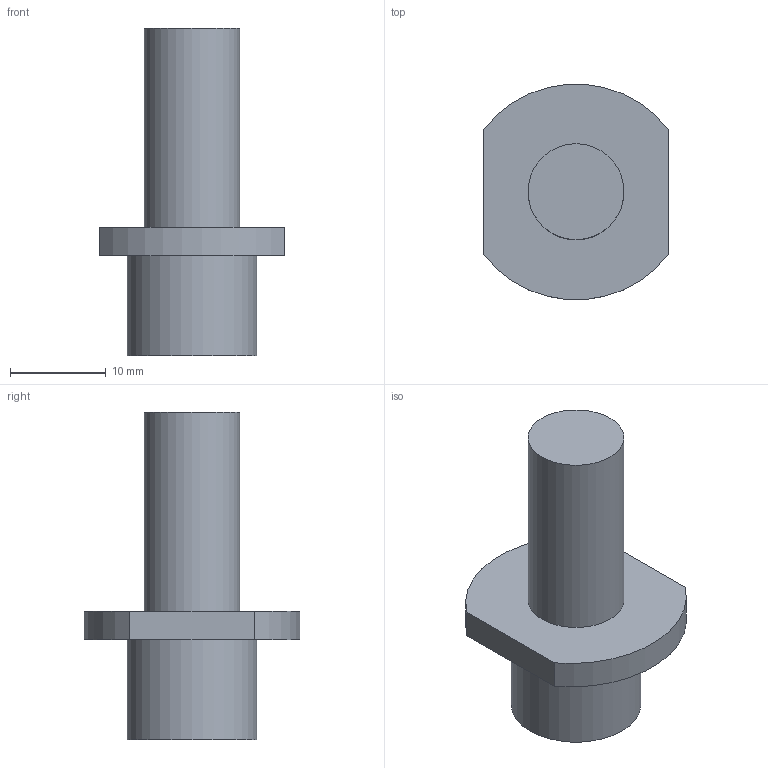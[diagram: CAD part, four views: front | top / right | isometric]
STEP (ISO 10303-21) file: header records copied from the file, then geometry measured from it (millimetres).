
FILE_DESCRIPTION(('FreeCAD Model'),'2;1');
FILE_NAME('81520_flange.step','2019-09-19T12:48:01',('Author'),(''), 'Open CASCADE STEP processor 7.3','FreeCAD','Unknown');
FILE_SCHEMA(('AUTOMOTIVE_DESIGN { 1 0 10303 214 1 1 1 1 }'));
Length unit declared in the file: millimetre
Products named in the file (1): Pocket005
Bounding box: 19.25 x 22.42 x 34.1 mm (x, y, z)
Volume: 4093.3 mm3; surface area: 2184.6 mm2
Topology: 1 solids, 1 shells, 12 faces, 21 edges, 14 vertices
Faces by surface type: plane 7, cylinder 5
Full cylindrical faces by diameter (mm): 5 x1, 10 x1, 13.51 x1
Entity records: 591 total; most frequent: CARTESIAN_POINT 115, DIRECTION 89, ORIENTED_EDGE 42, PCURVE 42, DEFINITIONAL_REPRESENTATION 42, LINE 36, VECTOR 36, AXIS2_PLACEMENT_3D 23
